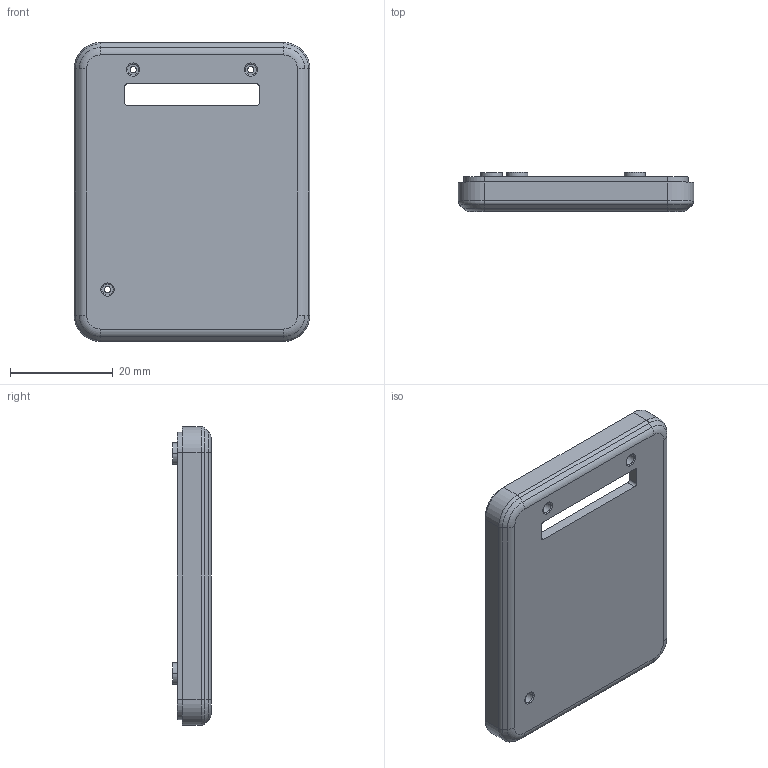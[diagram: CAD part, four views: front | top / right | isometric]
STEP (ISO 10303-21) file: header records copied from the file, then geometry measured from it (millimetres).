
FILE_DESCRIPTION((''),'2;1');
FILE_NAME('0-00_77','2024-06-04T10:47:04',('HR'),(''),'CREO PARAMETRIC BY PTC INC, 2019010','CREO PARAMETRIC BY PTC INC, 2019010','');
FILE_SCHEMA(('AUTOMOTIVE_DESIGN { 1 0 10303 214 1 1 1 1 }'));
Length unit declared in the file: millimetre
Products named in the file (1): 0-00_77
Bounding box: 45.92 x 7.6 x 58.24 mm (x, y, z)
Volume: 6635.2 mm3; surface area: 7437.2 mm2
Topology: 1 solids, 1 shells, 127 faces, 334 edges, 212 vertices
Faces by surface type: plane 57, cylinder 47, torus 14, cone 9
Entity records: 4001 total; most frequent: DIRECTION 721, CARTESIAN_POINT 681, ORIENTED_EDGE 668, EDGE_CURVE 334, AXIS2_PLACEMENT_3D 262, VERTEX_POINT 212, VECTOR 197, LINE 197
